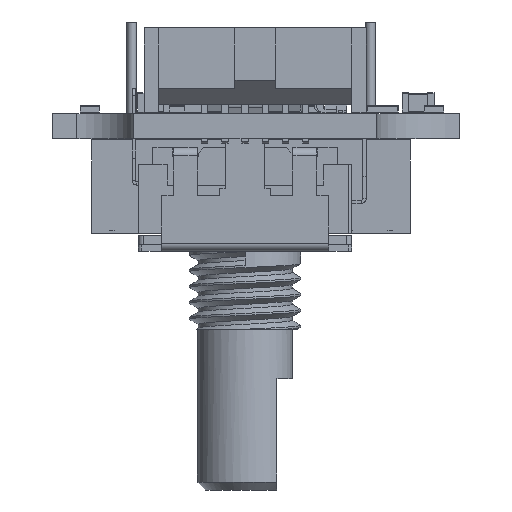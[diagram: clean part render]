
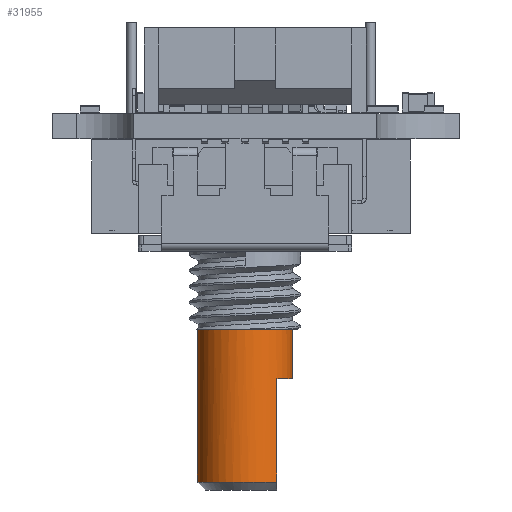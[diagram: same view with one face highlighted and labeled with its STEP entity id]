
A CAD part, left-side view. The second image highlights one B-rep face of the part: STEP entity #31955.
In plain terms, the highlighted cylindrical face has radius 3 mm (diameter 6 mm), a partial arc.
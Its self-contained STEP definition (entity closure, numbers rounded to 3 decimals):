
#30773 = VERTEX_POINT('',#30774);
#30774 = CARTESIAN_POINT('',(0.,14.5,3.));
#30781 = EDGE_CURVE('',#30773,#30782,#30784,.T.);
#30782 = VERTEX_POINT('',#30783);
#30783 = CARTESIAN_POINT('',(0.,4.9,3.));
#30784 = LINE('',#30785,#30786);
#30785 = CARTESIAN_POINT('',(0.,38.485,3.));
#30786 = VECTOR('',#30787,1.);
#30787 = DIRECTION('',(-0.,-1.,-0.));
#30808 = VERTEX_POINT('',#30809);
#30809 = CARTESIAN_POINT('',(0.,4.9,-3.));
#30816 = EDGE_CURVE('',#30817,#30808,#30819,.T.);
#30817 = VERTEX_POINT('',#30818);
#30818 = CARTESIAN_POINT('',(0.,8.,-3.));
#30819 = LINE('',#30820,#30821);
#30820 = CARTESIAN_POINT('',(0.,38.485,-3.));
#30821 = VECTOR('',#30822,1.);
#30822 = DIRECTION('',(-0.,-1.,-0.));
#31359 = EDGE_CURVE('',#30808,#30782,#31360,.T.);
#31360 = CIRCLE('',#31361,3.);
#31361 = AXIS2_PLACEMENT_3D('',#31362,#31363,#31364);
#31362 = CARTESIAN_POINT('',(0.,4.9,0.));
#31363 = DIRECTION('',(0.,1.,0.));
#31364 = DIRECTION('',(0.,-0.,1.));
#31955 = ADVANCED_FACE('',(#31956),#31985,.T.);
#31956 = FACE_BOUND('',#31957,.T.);
#31957 = EDGE_LOOP('',(#31958,#31959,#31968,#31976,#31983,#31984));
#31958 = ORIENTED_EDGE('',*,*,#30781,.F.);
#31959 = ORIENTED_EDGE('',*,*,#31960,.T.);
#31960 = EDGE_CURVE('',#30773,#31961,#31963,.T.);
#31961 = VERTEX_POINT('',#31962);
#31962 = CARTESIAN_POINT('',(-2.236,14.5,-2.));
#31963 = CIRCLE('',#31964,3.);
#31964 = AXIS2_PLACEMENT_3D('',#31965,#31966,#31967);
#31965 = CARTESIAN_POINT('',(0.,14.5,0.));
#31966 = DIRECTION('',(0.,-1.,0.));
#31967 = DIRECTION('',(0.,0.,1.));
#31968 = ORIENTED_EDGE('',*,*,#31969,.T.);
#31969 = EDGE_CURVE('',#31961,#31970,#31972,.T.);
#31970 = VERTEX_POINT('',#31971);
#31971 = CARTESIAN_POINT('',(-2.236,8.,-2.));
#31972 = LINE('',#31973,#31974);
#31973 = CARTESIAN_POINT('',(-2.236,38.485,-2.));
#31974 = VECTOR('',#31975,1.);
#31975 = DIRECTION('',(-0.,-1.,-0.));
#31976 = ORIENTED_EDGE('',*,*,#31977,.T.);
#31977 = EDGE_CURVE('',#31970,#30817,#31978,.T.);
#31978 = CIRCLE('',#31979,3.);
#31979 = AXIS2_PLACEMENT_3D('',#31980,#31981,#31982);
#31980 = CARTESIAN_POINT('',(0.,8.,0.));
#31981 = DIRECTION('',(0.,-1.,0.));
#31982 = DIRECTION('',(0.,0.,-1.));
#31983 = ORIENTED_EDGE('',*,*,#30816,.T.);
#31984 = ORIENTED_EDGE('',*,*,#31359,.T.);
#31985 = CYLINDRICAL_SURFACE('',#31986,3.);
#31986 = AXIS2_PLACEMENT_3D('',#31987,#31988,#31989);
#31987 = CARTESIAN_POINT('',(0.,38.485,0.));
#31988 = DIRECTION('',(-0.,-1.,-0.));
#31989 = DIRECTION('',(0.,0.,-1.));
